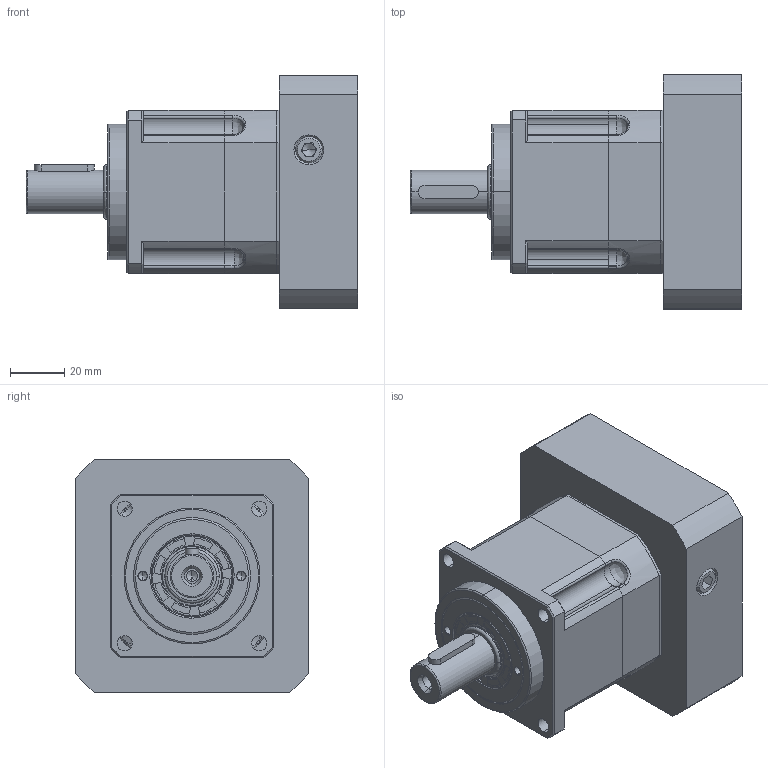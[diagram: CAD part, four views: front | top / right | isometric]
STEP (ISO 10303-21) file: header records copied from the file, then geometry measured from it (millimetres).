
FILE_DESCRIPTION (( 'STEP AP203' ), '1' );
FILE_NAME ('FAB060M1-L1-16-80-100-M6.STEP', '2021-04-28T01:53:17', ( '微软用户' ), ( '微软中国' ), 'SwSTEP 2.0', 'SolidWorks 2016', '' );
FILE_SCHEMA (( 'CONFIG_CONTROL_DESIGN' ));
Length unit declared in the file: millimetre
Products named in the file (14): 输入调整套19-16; 输入太阳齿轮060M1-19; FAB060M1-L1-16-80-100-M6; 蚐猾20304_1; hex socket set screws with cone point gb_GB_FASTENER_SCREWS_HSCP M10X10-N_3; hexagon socket head cap screws gb_GB_FASTENER_SCREWS_HSHCS M4X16-N_4; FAB060D输出内齿圈壳体; 5-输入端壳体FAB060M1; FAB060D隅弇覃淕杶; 坶踡遠23-43.5-12(1)_1; M4-10樓粟菜; FAB060D怀堤俴陎殤1_1; 输入法兰FAB060M1-80X30XM6; A倰す瑩5-22_2
Assembly tree (19 placements, depth 2):
  FAB060M1-L1-16-80-100-M6
    5-输入端壳体FAB060M1
    坶踡遠23-43.5-12(1)_1
    FAB060D怀堤俴陎殤1_1
    A倰す瑩5-22_2
    输入太阳齿轮060M1-19
    蚐猾20304_1
    hex socket set screws with cone point gb_GB_FASTENER_SCREWS_HSCP M10X10-N_3
    hexagon socket head cap screws gb_GB_FASTENER_SCREWS_HSHCS M4X16-N_4  x6
    FAB060D输出内齿圈壳体
    FAB060D隅弇覃淕杶
    M4-10樓粟菜  x2
    输入法兰FAB060M1-80X30XM6
    输入调整套19-16
Bounding box: 122 x 86 x 86 mm (x, y, z)
Volume: 325617.3 mm3; surface area: 91402.3 mm2
Topology: 18 solids, 26 shells, 831 faces, 2010 edges, 1241 vertices
Faces by surface type: plane 303, cylinder 295, cone 149, bspline 68, torus 16
Entity records: 26574 total; most frequent: CARTESIAN_POINT 9117, DIRECTION 3425, ORIENTED_EDGE 3226, EDGE_CURVE 1616, AXIS2_PLACEMENT_3D 1369, VERTEX_POINT 1031, EDGE_LOOP 770, CIRCLE 728
